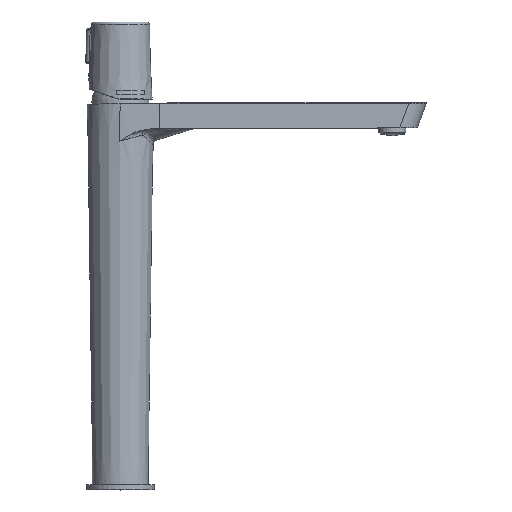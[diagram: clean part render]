
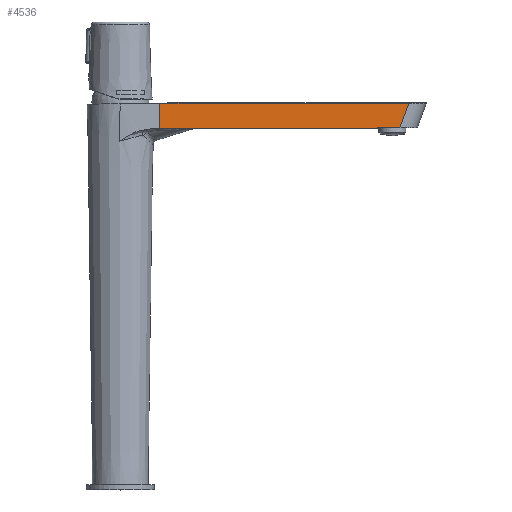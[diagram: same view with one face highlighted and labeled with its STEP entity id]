
A CAD part, top view. The second image highlights one B-rep face of the part: STEP entity #4536.
In plain terms, the highlighted planar face has unit normal (0.044, -0.014, 0.999).
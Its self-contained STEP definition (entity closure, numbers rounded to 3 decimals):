
#95 = EDGE_CURVE ( 'NONE', #13814, #8436, #14587, .T. ) ;
#337 = B_SPLINE_CURVE_WITH_KNOTS ( 'NONE', 3,
 ( #10371, #3315, #11333, #14987 ),
 .UNSPECIFIED., .F., .F.,
 ( 4, 4 ),
 ( 0., 1. ),
 .UNSPECIFIED. ) ;
#339 = CARTESIAN_POINT ( 'NONE',  ( 105.229, 249.634, 18.441 ) ) ;
#1107 = CARTESIAN_POINT ( 'NONE',  ( 27.625, 260.872, 22.038 ) ) ;
#1234 = ORIENTED_EDGE ( 'NONE', *, *, #9752, .T. ) ;
#1370 = CARTESIAN_POINT ( 'NONE',  ( 27.623, 266.707, 22.12 ) ) ;
#2289 = CARTESIAN_POINT ( 'NONE',  ( 27.623, 266.707, 22.12 ) ) ;
#2758 = CARTESIAN_POINT ( 'NONE',  ( 105.235, 257.95, 18.559 ) ) ;
#2861 = CARTESIAN_POINT ( 'NONE',  ( 179.687, 249.49, 15.142 ) ) ;
#3212 = B_SPLINE_CURVE_WITH_KNOTS ( 'NONE', 3,
 ( #12187, #9989, #5249, #9887 ),
 .UNSPECIFIED., .F., .F.,
 ( 4, 4 ),
 ( 0., 1. ),
 .UNSPECIFIED. ) ;
#3260 = VERTEX_POINT ( 'NONE', #14654 ) ;
#3315 = CARTESIAN_POINT ( 'NONE',  ( 85.583, 266.729, 19.553 ) ) ;
#3384 = CARTESIAN_POINT ( 'NONE',  ( 179.681, 249.2, 15.138 ) ) ;
#3453 = CARTESIAN_POINT ( 'NONE',  ( 27.629, 249.203, 21.872 ) ) ;
#3906 = AXIS2_PLACEMENT_3D ( 'NONE', #2758, #5248, #5082 ) ;
#4065 = PLANE ( 'NONE',  #3906 ) ;
#4536 = ADVANCED_FACE ( 'NONE', ( #9472 ), #4065, .F. ) ;
#4738 = EDGE_CURVE ( 'NONE', #12412, #3260, #337, .T. ) ;
#4873 = LINE ( 'NONE', #11762, #5607 ) ;
#5082 = DIRECTION ( 'NONE',  ( -0.999, 0., 0.044 ) ) ;
#5089 = CARTESIAN_POINT ( 'NONE',  ( 179.684, 249.345, 15.14 ) ) ;
#5196 = VECTOR ( 'NONE', #10732, 1000. ) ;
#5248 = DIRECTION ( 'NONE',  ( -0.044, 0.014, -0.999 ) ) ;
#5249 = CARTESIAN_POINT ( 'NONE',  ( 78.313, 249.201, 19.627 ) ) ;
#5607 = VECTOR ( 'NONE', #12981, 1000. ) ;
#5760 = CARTESIAN_POINT ( 'NONE',  ( 195.265, 249.634, 14.454 ) ) ;
#5896 = EDGE_LOOP ( 'NONE', ( #14841, #1234, #6120, #6685, #12645, #12538 ) ) ;
#6120 = ORIENTED_EDGE ( 'NONE', *, *, #9430, .F. ) ;
#6362 = CARTESIAN_POINT ( 'NONE',  ( 27.629, 249.203, 21.872 ) ) ;
#6443 = CARTESIAN_POINT ( 'NONE',  ( 179.689, 249.634, 15.143 ) ) ;
#6685 = ORIENTED_EDGE ( 'NONE', *, *, #6854, .T. ) ;
#6854 = EDGE_CURVE ( 'NONE', #10346, #8436, #9773, .T. ) ;
#8348 = CARTESIAN_POINT ( 'NONE',  ( 179.689, 249.634, 15.143 ) ) ;
#8436 = VERTEX_POINT ( 'NONE', #8348 ) ;
#8768 = EDGE_CURVE ( 'NONE', #3260, #13814, #4873, .T. ) ;
#9227 = CARTESIAN_POINT ( 'NONE',  ( 27.627, 255.037, 21.955 ) ) ;
#9430 = EDGE_CURVE ( 'NONE', #10346, #13550, #3212, .T. ) ;
#9472 = FACE_OUTER_BOUND ( 'NONE', #5896, .T. ) ;
#9752 = EDGE_CURVE ( 'NONE', #12412, #13550, #11516, .T. ) ;
#9773 = B_SPLINE_CURVE_WITH_KNOTS ( 'NONE', 3,
 ( #13111, #5089, #2861, #6443 ),
 .UNSPECIFIED., .F., .F.,
 ( 4, 4 ),
 ( 0., 1. ),
 .UNSPECIFIED. ) ;
#9887 = CARTESIAN_POINT ( 'NONE',  ( 27.629, 249.203, 21.872 ) ) ;
#9989 = CARTESIAN_POINT ( 'NONE',  ( 128.997, 249.201, 17.383 ) ) ;
#10346 = VERTEX_POINT ( 'NONE', #3384 ) ;
#10371 = CARTESIAN_POINT ( 'NONE',  ( 27.623, 266.707, 22.12 ) ) ;
#10732 = DIRECTION ( 'NONE',  ( -0.999, 0., 0.044 ) ) ;
#11333 = CARTESIAN_POINT ( 'NONE',  ( 143.543, 266.752, 16.987 ) ) ;
#11516 = B_SPLINE_CURVE_WITH_KNOTS ( 'NONE', 3,
 ( #2289, #1107, #9227, #3453 ),
 .UNSPECIFIED., .F., .F.,
 ( 4, 4 ),
 ( 0., 1. ),
 .UNSPECIFIED. ) ;
#11762 = CARTESIAN_POINT ( 'NONE',  ( 201.504, 266.774, 14.42 ) ) ;
#12187 = CARTESIAN_POINT ( 'NONE',  ( 179.681, 249.2, 15.138 ) ) ;
#12412 = VERTEX_POINT ( 'NONE', #1370 ) ;
#12538 = ORIENTED_EDGE ( 'NONE', *, *, #8768, .F. ) ;
#12645 = ORIENTED_EDGE ( 'NONE', *, *, #95, .F. ) ;
#12981 = DIRECTION ( 'NONE',  ( -0.342, -0.94, 0.002 ) ) ;
#13111 = CARTESIAN_POINT ( 'NONE',  ( 179.681, 249.2, 15.138 ) ) ;
#13550 = VERTEX_POINT ( 'NONE', #6362 ) ;
#13814 = VERTEX_POINT ( 'NONE', #5760 ) ;
#14587 = LINE ( 'NONE', #339, #5196 ) ;
#14654 = CARTESIAN_POINT ( 'NONE',  ( 201.504, 266.774, 14.42 ) ) ;
#14841 = ORIENTED_EDGE ( 'NONE', *, *, #4738, .F. ) ;
#14987 = CARTESIAN_POINT ( 'NONE',  ( 201.504, 266.774, 14.42 ) ) ;
